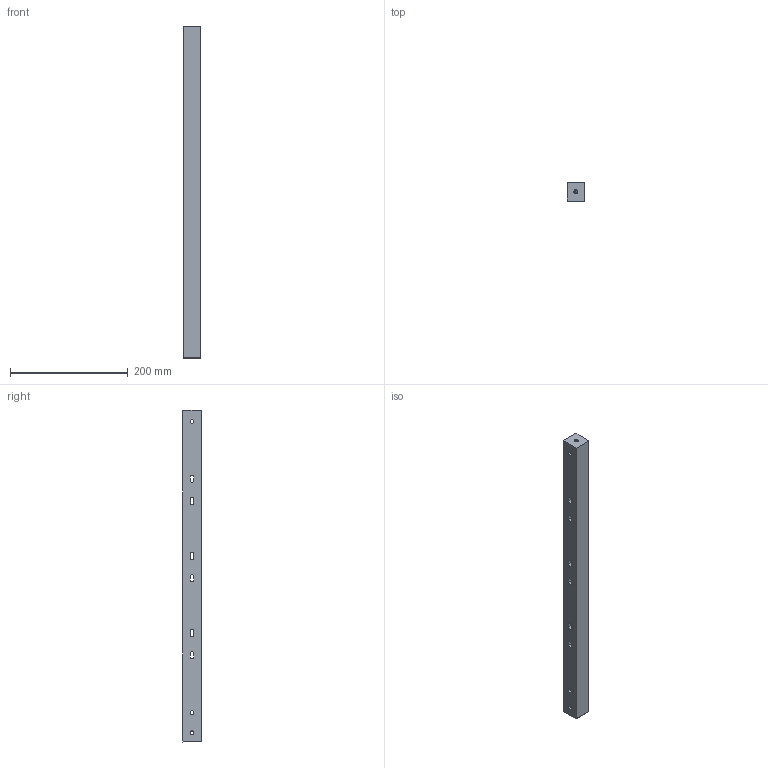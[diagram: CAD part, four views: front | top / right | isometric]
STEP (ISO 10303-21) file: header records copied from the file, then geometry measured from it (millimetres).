
FILE_DESCRIPTION(('STEP AP203'), '1');
FILE_NAME('ÕÕÕÕ 33.00.15 - Áîêîâèíà êðåïåæíàÿ', '', ('UNSPECIFIED'), ('UNSPECIFIED'), 'C3D Converter', 'C3D Toolkit', '');
FILE_SCHEMA(('CONFIG_CONTROL_DESIGN'));
Length unit declared in the file: millimetre
Products named in the file (1): ХХХХ 33.00.15
Bounding box: 30.56 x 32 x 564.56 mm (x, y, z)
Volume: 521340.2 mm3; surface area: 80638.5 mm2
Topology: 1 solids, 1 shells, 134 faces, 331 edges, 217 vertices
Faces by surface type: plane 68, cylinder 56, cone 10
Full cylindrical faces by diameter (mm): 4.917 x5, 6.5 x3, 10.5 x3, 14.5 x3
Entity records: 4954 total; most frequent: CARTESIAN_POINT 706, DIRECTION 656, ORIENTED_EDGE 604, EDGE_CURVE 302, AXIS2_PLACEMENT_3D 235, VERTEX_POINT 212, EDGE_LOOP 194, LINE 186
